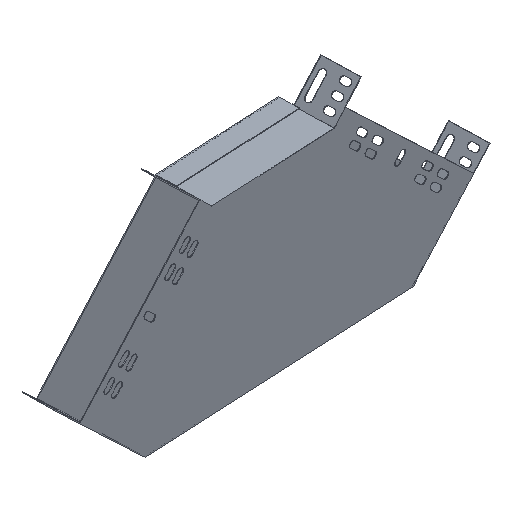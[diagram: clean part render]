
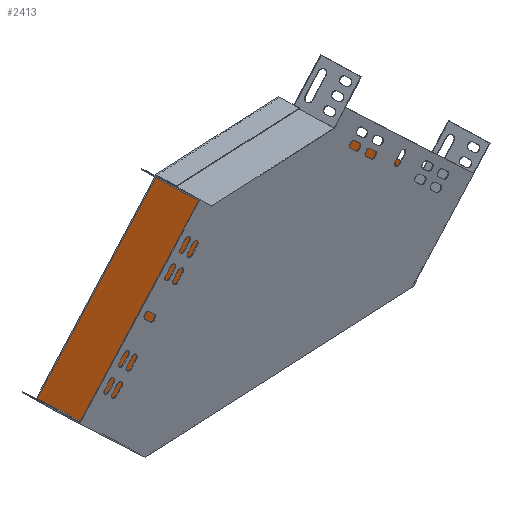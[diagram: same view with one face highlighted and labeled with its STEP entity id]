
A CAD part, isometric view. The second image highlights one B-rep face of the part: STEP entity #2413.
In plain terms, the highlighted planar face has unit normal (0.022, -1, 0.006).
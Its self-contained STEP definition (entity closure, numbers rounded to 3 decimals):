
#20 = CARTESIAN_POINT ( 'NONE',  ( -236.124, 54.837, 219.152 ) ) ;
#94 = LINE ( 'NONE', #5220, #5248 ) ;
#129 = EDGE_CURVE ( 'NONE', #6074, #240, #2967, .T. ) ;
#206 = CARTESIAN_POINT ( 'NONE',  ( 50.858, 60.223, 83.733 ) ) ;
#240 = VERTEX_POINT ( 'NONE', #20 ) ;
#427 = ORIENTED_EDGE ( 'NONE', *, *, #3022, .T. ) ;
#455 = CARTESIAN_POINT ( 'NONE',  ( 50.858, 60.223, 83.733 ) ) ;
#481 = LINE ( 'NONE', #455, #1868 ) ;
#552 = CARTESIAN_POINT ( 'NONE',  ( -313.845, 51.842, 14.98 ) ) ;
#560 = EDGE_CURVE ( 'NONE', #240, #5037, #5396, .T. ) ;
#624 = DIRECTION ( 'NONE',  ( 0.027, -0.006, -1. ) ) ;
#739 = DIRECTION ( 'NONE',  ( -0.027, 0.006, 1. ) ) ;
#744 = CARTESIAN_POINT ( 'NONE',  ( -95.072, 57.933, 222.966 ) ) ;
#768 = ORIENTED_EDGE ( 'NONE', *, *, #3058, .F. ) ;
#817 = CARTESIAN_POINT ( 'NONE',  ( 50.844, 60.226, 84.233 ) ) ;
#861 = ORIENTED_EDGE ( 'NONE', *, *, #560, .T. ) ;
#1176 = CARTESIAN_POINT ( 'NONE',  ( -374.28, 50.891, 72.238 ) ) ;
#1352 = PLANE ( 'NONE',  #4521 ) ;
#1449 = VECTOR ( 'NONE', #2094, 1000. ) ;
#1456 = LINE ( 'NONE', #4691, #4081 ) ;
#1603 = DIRECTION ( 'NONE',  ( 0.027, -0.006, -1. ) ) ;
#1609 = CARTESIAN_POINT ( 'NONE',  ( -374.294, 50.894, 72.738 ) ) ;
#1649 = DIRECTION ( 'NONE',  ( 0.999, 0.022, 0.027 ) ) ;
#1662 = ORIENTED_EDGE ( 'NONE', *, *, #3047, .F. ) ;
#1783 = FACE_OUTER_BOUND ( 'NONE', #2617, .T. ) ;
#1784 = DIRECTION ( 'NONE',  ( 0.687, 0.02, 0.726 ) ) ;
#1868 = VECTOR ( 'NONE', #5858, 1000. ) ;
#1911 = CARTESIAN_POINT ( 'NONE',  ( -95.058, 57.93, 222.466 ) ) ;
#2094 = DIRECTION ( 'NONE',  ( -0.999, -0.022, -0.027 ) ) ;
#2293 = LINE ( 'NONE', #1176, #4904 ) ;
#2317 = CARTESIAN_POINT ( 'NONE',  ( -6.379, 58.591, 23.294 ) ) ;
#2413 = ADVANCED_FACE ( 'NONE', ( #1783 ), #1352, .T. ) ;
#2428 = DIRECTION ( 'NONE',  ( 0.027, -0.006, -1. ) ) ;
#2591 = CARTESIAN_POINT ( 'NONE',  ( -236.124, 54.837, 219.152 ) ) ;
#2617 = EDGE_LOOP ( 'NONE', ( #768, #1662, #427, #6306, #5683, #5556, #6130, #4244, #5642, #861 ) ) ;
#2654 = LINE ( 'NONE', #744, #6211 ) ;
#2928 = VERTEX_POINT ( 'NONE', #206 ) ;
#2949 = CARTESIAN_POINT ( 'NONE',  ( -236.124, 54.837, 219.152 ) ) ;
#2964 = CARTESIAN_POINT ( 'NONE',  ( -95.058, 57.93, 222.466 ) ) ;
#2967 = LINE ( 'NONE', #2949, #1449 ) ;
#3005 = EDGE_CURVE ( 'NONE', #5263, #5973, #5188, .T. ) ;
#3022 = EDGE_CURVE ( 'NONE', #4727, #5263, #2293, .T. ) ;
#3047 = EDGE_CURVE ( 'NONE', #4727, #3417, #5534, .T. ) ;
#3058 = EDGE_CURVE ( 'NONE', #3417, #5037, #94, .T. ) ;
#3080 = EDGE_CURVE ( 'NONE', #6051, #3326, #6301, .T. ) ;
#3120 = EDGE_CURVE ( 'NONE', #2928, #5973, #481, .T. ) ;
#3206 = EDGE_CURVE ( 'NONE', #3326, #2928, #1456, .T. ) ;
#3285 = CARTESIAN_POINT ( 'NONE',  ( -236.111, 54.834, 218.652 ) ) ;
#3326 = VERTEX_POINT ( 'NONE', #5198 ) ;
#3417 = VERTEX_POINT ( 'NONE', #1609 ) ;
#3840 = DIRECTION ( 'NONE',  ( 0.726, 0.011, -0.688 ) ) ;
#3914 = CARTESIAN_POINT ( 'NONE',  ( -374.28, 50.891, 72.238 ) ) ;
#4040 = EDGE_CURVE ( 'NONE', #6074, #6051, #2654, .T. ) ;
#4081 = VECTOR ( 'NONE', #624, 1000. ) ;
#4157 = VECTOR ( 'NONE', #1649, 1000. ) ;
#4244 = ORIENTED_EDGE ( 'NONE', *, *, #4040, .F. ) ;
#4521 = AXIS2_PLACEMENT_3D ( 'NONE', #817, #5303, #2428 ) ;
#4674 = CARTESIAN_POINT ( 'NONE',  ( -6.379, 58.591, 23.294 ) ) ;
#4691 = CARTESIAN_POINT ( 'NONE',  ( 50.844, 60.226, 84.233 ) ) ;
#4727 = VERTEX_POINT ( 'NONE', #5864 ) ;
#4788 = DIRECTION ( 'NONE',  ( 0.027, -0.006, -1. ) ) ;
#4791 = CARTESIAN_POINT ( 'NONE',  ( -95.072, 57.933, 222.966 ) ) ;
#4888 = DIRECTION ( 'NONE',  ( 0.726, 0.011, -0.688 ) ) ;
#4904 = VECTOR ( 'NONE', #3840, 1000. ) ;
#5037 = VERTEX_POINT ( 'NONE', #3285 ) ;
#5126 = VECTOR ( 'NONE', #4888, 1000. ) ;
#5188 = LINE ( 'NONE', #4674, #4157 ) ;
#5198 = CARTESIAN_POINT ( 'NONE',  ( 50.844, 60.226, 84.233 ) ) ;
#5220 = CARTESIAN_POINT ( 'NONE',  ( -236.111, 54.834, 218.652 ) ) ;
#5248 = VECTOR ( 'NONE', #1784, 1000. ) ;
#5257 = VECTOR ( 'NONE', #1603, 1000. ) ;
#5263 = VERTEX_POINT ( 'NONE', #552 ) ;
#5303 = DIRECTION ( 'NONE',  ( 0.022, -1., 0.006 ) ) ;
#5396 = LINE ( 'NONE', #2591, #5257 ) ;
#5534 = LINE ( 'NONE', #3914, #5670 ) ;
#5556 = ORIENTED_EDGE ( 'NONE', *, *, #3206, .F. ) ;
#5642 = ORIENTED_EDGE ( 'NONE', *, *, #129, .T. ) ;
#5670 = VECTOR ( 'NONE', #739, 1000. ) ;
#5683 = ORIENTED_EDGE ( 'NONE', *, *, #3120, .F. ) ;
#5858 = DIRECTION ( 'NONE',  ( -0.687, -0.02, -0.726 ) ) ;
#5864 = CARTESIAN_POINT ( 'NONE',  ( -374.28, 50.891, 72.238 ) ) ;
#5973 = VERTEX_POINT ( 'NONE', #2317 ) ;
#6051 = VERTEX_POINT ( 'NONE', #2964 ) ;
#6074 = VERTEX_POINT ( 'NONE', #4791 ) ;
#6130 = ORIENTED_EDGE ( 'NONE', *, *, #3080, .F. ) ;
#6211 = VECTOR ( 'NONE', #4788, 1000. ) ;
#6301 = LINE ( 'NONE', #1911, #5126 ) ;
#6306 = ORIENTED_EDGE ( 'NONE', *, *, #3005, .T. ) ;
